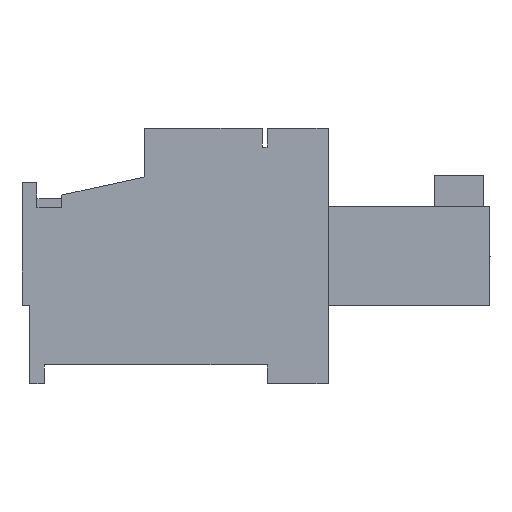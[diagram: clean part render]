
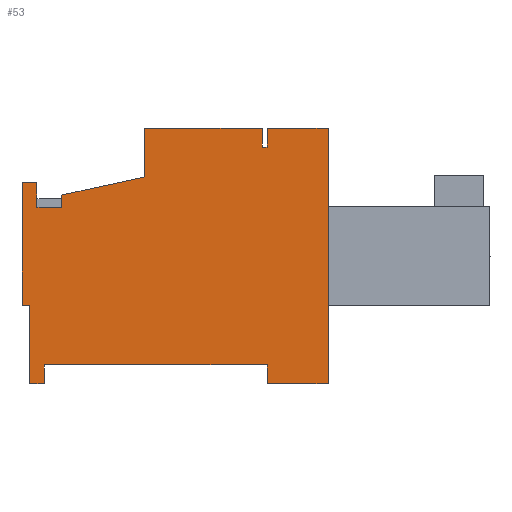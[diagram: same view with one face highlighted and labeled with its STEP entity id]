
A CAD part, left-side view. The second image highlights one B-rep face of the part: STEP entity #53.
In plain terms, the highlighted planar face has unit normal (-1, 0, 0).
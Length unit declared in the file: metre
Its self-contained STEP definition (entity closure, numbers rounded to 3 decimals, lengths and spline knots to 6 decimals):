
#53 = ADVANCED_FACE( '', ( #651 ), #652, .F. );
#651 = FACE_OUTER_BOUND( '', #1903, .T. );
#652 = PLANE( '', #1904 );
#1903 = EDGE_LOOP( '', ( #3189, #3190, #3191, #3192, #3193, #3194, #3195, #3196, #3197, #3198, #3199, #3200, #3201, #3202, #3203, #3204, #3205, #3206, #3207, #3208 ) );
#1904 = AXIS2_PLACEMENT_3D( '', #3209, #3210, #3211 );
#3189 = ORIENTED_EDGE( '', *, *, #7966, .F. );
#3190 = ORIENTED_EDGE( '', *, *, #7967, .F. );
#3191 = ORIENTED_EDGE( '', *, *, #7968, .F. );
#3192 = ORIENTED_EDGE( '', *, *, #7969, .F. );
#3193 = ORIENTED_EDGE( '', *, *, #7970, .F. );
#3194 = ORIENTED_EDGE( '', *, *, #7971, .F. );
#3195 = ORIENTED_EDGE( '', *, *, #7972, .F. );
#3196 = ORIENTED_EDGE( '', *, *, #7973, .F. );
#3197 = ORIENTED_EDGE( '', *, *, #7974, .F. );
#3198 = ORIENTED_EDGE( '', *, *, #7975, .F. );
#3199 = ORIENTED_EDGE( '', *, *, #7976, .F. );
#3200 = ORIENTED_EDGE( '', *, *, #7977, .F. );
#3201 = ORIENTED_EDGE( '', *, *, #7978, .F. );
#3202 = ORIENTED_EDGE( '', *, *, #7979, .F. );
#3203 = ORIENTED_EDGE( '', *, *, #7980, .F. );
#3204 = ORIENTED_EDGE( '', *, *, #7981, .T. );
#3205 = ORIENTED_EDGE( '', *, *, #7982, .F. );
#3206 = ORIENTED_EDGE( '', *, *, #7983, .T. );
#3207 = ORIENTED_EDGE( '', *, *, #7984, .F. );
#3208 = ORIENTED_EDGE( '', *, *, #7985, .F. );
#3209 = CARTESIAN_POINT( '', ( -0.018034, 0., 0. ) );
#3210 = DIRECTION( '', ( 1., 0., 0. ) );
#3211 = DIRECTION( '', ( 0., 1., 0. ) );
#7966 = EDGE_CURVE( '', #9513, #9514, #9515, .T. );
#7967 = EDGE_CURVE( '', #9516, #9513, #9517, .T. );
#7968 = EDGE_CURVE( '', #9518, #9516, #9519, .T. );
#7969 = EDGE_CURVE( '', #9520, #9518, #9521, .T. );
#7970 = EDGE_CURVE( '', #9522, #9520, #9523, .T. );
#7971 = EDGE_CURVE( '', #9524, #9522, #9525, .T. );
#7972 = EDGE_CURVE( '', #9526, #9524, #9527, .T. );
#7973 = EDGE_CURVE( '', #9528, #9526, #9529, .T. );
#7974 = EDGE_CURVE( '', #9530, #9528, #9531, .T. );
#7975 = EDGE_CURVE( '', #9532, #9530, #9533, .T. );
#7976 = EDGE_CURVE( '', #9534, #9532, #9535, .T. );
#7977 = EDGE_CURVE( '', #9536, #9534, #9537, .T. );
#7978 = EDGE_CURVE( '', #9538, #9536, #9539, .T. );
#7979 = EDGE_CURVE( '', #9540, #9538, #9541, .T. );
#7980 = EDGE_CURVE( '', #9542, #9540, #9543, .T. );
#7981 = EDGE_CURVE( '', #9542, #9544, #9545, .T. );
#7982 = EDGE_CURVE( '', #9546, #9544, #9547, .T. );
#7983 = EDGE_CURVE( '', #9546, #9548, #9549, .T. );
#7984 = EDGE_CURVE( '', #9550, #9548, #9551, .T. );
#7985 = EDGE_CURVE( '', #9514, #9550, #9552, .T. );
#9513 = VERTEX_POINT( '', #12198 );
#9514 = VERTEX_POINT( '', #12199 );
#9515 = LINE( '', #12200, #12201 );
#9516 = VERTEX_POINT( '', #12202 );
#9517 = LINE( '', #12203, #12204 );
#9518 = VERTEX_POINT( '', #12205 );
#9519 = LINE( '', #12206, #12207 );
#9520 = VERTEX_POINT( '', #12208 );
#9521 = LINE( '', #12209, #12210 );
#9522 = VERTEX_POINT( '', #12211 );
#9523 = LINE( '', #12212, #12213 );
#9524 = VERTEX_POINT( '', #12214 );
#9525 = LINE( '', #12215, #12216 );
#9526 = VERTEX_POINT( '', #12217 );
#9527 = LINE( '', #12218, #12219 );
#9528 = VERTEX_POINT( '', #12220 );
#9529 = LINE( '', #12221, #12222 );
#9530 = VERTEX_POINT( '', #12223 );
#9531 = LINE( '', #12224, #12225 );
#9532 = VERTEX_POINT( '', #12226 );
#9533 = LINE( '', #12227, #12228 );
#9534 = VERTEX_POINT( '', #12229 );
#9535 = LINE( '', #12230, #12231 );
#9536 = VERTEX_POINT( '', #12232 );
#9537 = LINE( '', #12233, #12234 );
#9538 = VERTEX_POINT( '', #12235 );
#9539 = LINE( '', #12236, #12237 );
#9540 = VERTEX_POINT( '', #12238 );
#9541 = LINE( '', #12239, #12240 );
#9542 = VERTEX_POINT( '', #12241 );
#9543 = LINE( '', #12242, #12243 );
#9544 = VERTEX_POINT( '', #12244 );
#9545 = LINE( '', #12245, #12246 );
#9546 = VERTEX_POINT( '', #12247 );
#9547 = LINE( '', #12248, #12249 );
#9548 = VERTEX_POINT( '', #12250 );
#9549 = LINE( '', #12251, #12252 );
#9550 = VERTEX_POINT( '', #12253 );
#9551 = LINE( '', #12254, #12255 );
#9552 = LINE( '', #12256, #12257 );
#12198 = CARTESIAN_POINT( '', ( -0.018034, 0.002692, 0.005207 ) );
#12199 = CARTESIAN_POINT( '', ( -0.018034, 0.002692, 0.004445 ) );
#12200 = CARTESIAN_POINT( '', ( -0.018034, 0.002692, 0.005207 ) );
#12201 = VECTOR( '', #16458, 1. );
#12202 = CARTESIAN_POINT( '', ( -0.018034, 0.007493, 0.005207 ) );
#12203 = CARTESIAN_POINT( '', ( -0.018034, 0.007493, 0.005207 ) );
#12204 = VECTOR( '', #16459, 1. );
#12205 = CARTESIAN_POINT( '', ( -0.018034, 0.007493, 0.003226 ) );
#12206 = CARTESIAN_POINT( '', ( -0.018034, 0.007493, 0.003226 ) );
#12207 = VECTOR( '', #16460, 1. );
#12208 = CARTESIAN_POINT( '', ( -0.018034, 0.010871, 0.002489 ) );
#12209 = CARTESIAN_POINT( '', ( -0.018034, 0.010871, 0.002489 ) );
#12210 = VECTOR( '', #16461, 1. );
#12211 = CARTESIAN_POINT( '', ( -0.018034, 0.010871, 0.001981 ) );
#12212 = CARTESIAN_POINT( '', ( -0.018034, 0.010871, 0.001981 ) );
#12213 = VECTOR( '', #16462, 1. );
#12214 = CARTESIAN_POINT( '', ( -0.018034, 0.011887, 0.001981 ) );
#12215 = CARTESIAN_POINT( '', ( -0.018034, 0.011887, 0.001981 ) );
#12216 = VECTOR( '', #16463, 1. );
#12217 = CARTESIAN_POINT( '', ( -0.018034, 0.011887, 0.002997 ) );
#12218 = CARTESIAN_POINT( '', ( -0.018034, 0.011887, 0.002997 ) );
#12219 = VECTOR( '', #16464, 1. );
#12220 = CARTESIAN_POINT( '', ( -0.018034, 0.012497, 0.002997 ) );
#12221 = CARTESIAN_POINT( '', ( -0.018034, 0.012497, 0.002997 ) );
#12222 = VECTOR( '', #16465, 1. );
#12223 = CARTESIAN_POINT( '', ( -0.018034, 0.012497, -0.002007 ) );
#12224 = CARTESIAN_POINT( '', ( -0.018034, 0.012497, -0.002007 ) );
#12225 = VECTOR( '', #16466, 1. );
#12226 = CARTESIAN_POINT( '', ( -0.018034, 0.012192, -0.002007 ) );
#12227 = CARTESIAN_POINT( '', ( -0.018034, 0.012192, -0.002007 ) );
#12228 = VECTOR( '', #16467, 1. );
#12229 = CARTESIAN_POINT( '', ( -0.018034, 0.012192, -0.005207 ) );
#12230 = CARTESIAN_POINT( '', ( -0.018034, 0.012192, -0.005207 ) );
#12231 = VECTOR( '', #16468, 1. );
#12232 = CARTESIAN_POINT( '', ( -0.018034, 0.011582, -0.005207 ) );
#12233 = CARTESIAN_POINT( '', ( -0.018034, 0.011582, -0.005207 ) );
#12234 = VECTOR( '', #16469, 1. );
#12235 = CARTESIAN_POINT( '', ( -0.018034, 0.011582, -0.004445 ) );
#12236 = CARTESIAN_POINT( '', ( -0.018034, 0.011582, -0.004445 ) );
#12237 = VECTOR( '', #16470, 1. );
#12238 = CARTESIAN_POINT( '', ( -0.018034, 0.002489, -0.004445 ) );
#12239 = CARTESIAN_POINT( '', ( -0.018034, 0.002489, -0.004445 ) );
#12240 = VECTOR( '', #16471, 1. );
#12241 = CARTESIAN_POINT( '', ( -0.018034, 0.002489, -0.005207 ) );
#12242 = CARTESIAN_POINT( '', ( -0.018034, 0.002489, -0.005207 ) );
#12243 = VECTOR( '', #16472, 1. );
#12244 = CARTESIAN_POINT( '', ( -0.018034, 0., -0.005207 ) );
#12245 = CARTESIAN_POINT( '', ( -0.018034, 0.002489, -0.005207 ) );
#12246 = VECTOR( '', #16473, 1. );
#12247 = CARTESIAN_POINT( '', ( -0.018034, 0., 0.005207 ) );
#12248 = CARTESIAN_POINT( '', ( -0.018034, 0., 0.005207 ) );
#12249 = VECTOR( '', #16474, 1. );
#12250 = CARTESIAN_POINT( '', ( -0.018034, 0.002489, 0.005207 ) );
#12251 = CARTESIAN_POINT( '', ( -0.018034, 0., 0.005207 ) );
#12252 = VECTOR( '', #16475, 1. );
#12253 = CARTESIAN_POINT( '', ( -0.018034, 0.002489, 0.004445 ) );
#12254 = CARTESIAN_POINT( '', ( -0.018034, 0.002489, 0.004445 ) );
#12255 = VECTOR( '', #16476, 1. );
#12256 = CARTESIAN_POINT( '', ( -0.018034, 0.002692, 0.004445 ) );
#12257 = VECTOR( '', #16477, 1. );
#16458 = DIRECTION( '', ( 0., 0., -1. ) );
#16459 = DIRECTION( '', ( 0., -1., 0. ) );
#16460 = DIRECTION( '', ( 0., 0., 1. ) );
#16461 = DIRECTION( '', ( 0., -0.977, 0.213 ) );
#16462 = DIRECTION( '', ( 0., 0., 1. ) );
#16463 = DIRECTION( '', ( 0., -1., 0. ) );
#16464 = DIRECTION( '', ( 0., 0., -1. ) );
#16465 = DIRECTION( '', ( 0., -1., 0. ) );
#16466 = DIRECTION( '', ( 0., 0., 1. ) );
#16467 = DIRECTION( '', ( 0., 1., 0. ) );
#16468 = DIRECTION( '', ( 0., 0., 1. ) );
#16469 = DIRECTION( '', ( 0., 1., 0. ) );
#16470 = DIRECTION( '', ( 0., 0., -1. ) );
#16471 = DIRECTION( '', ( 0., 1., 0. ) );
#16472 = DIRECTION( '', ( 0., 0., 1. ) );
#16473 = DIRECTION( '', ( 0., -1., 0. ) );
#16474 = DIRECTION( '', ( 0., 0., -1. ) );
#16475 = DIRECTION( '', ( 0., 1., 0. ) );
#16476 = DIRECTION( '', ( 0., 0., 1. ) );
#16477 = DIRECTION( '', ( 0., -1., 0. ) );
